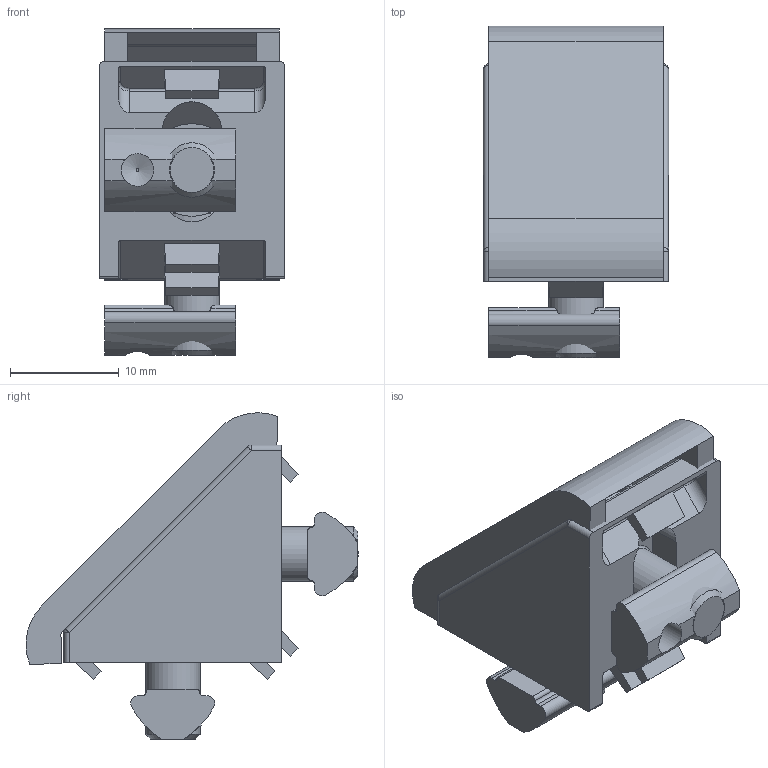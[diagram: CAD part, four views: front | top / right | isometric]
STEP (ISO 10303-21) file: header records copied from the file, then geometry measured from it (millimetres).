
FILE_DESCRIPTION(/* description */ (''),/* implementation_level */ '2;1');
FILE_NAME(/* name */ '1007699.stp',/* time_stamp */ '2024-05-07T12:05:07+02:00',/* author */ ('b.steehouwer'),/* organization */ (''),/* preprocessor_version */ 'ST-DEVELOPER v18.1',/* originating_system */ 'Autodesk Inventor 2021',/* authorisation */ '');
FILE_SCHEMA (('AUTOMOTIVE_DESIGN { 1 0 10303 214 3 1 1 }'));
Length unit declared in the file: millimetre
Products named in the file (9): 1007699; 1007699-1; 1007699-1_1; 1007699-2; 1007699-3; 1007699-4; 1007699-5; 1007699-2_1; 1007699-6
Assembly tree (8 placements, depth 3):
  1007699
    1007699-1
      1007699-1_1
      1007699-2
      1007699-3
      1007699-4
      1007699-5
    1007699-2_1
      1007699-6
Bounding box: 17 x 30.47 x 29.96 mm (x, y, z)
Volume: 4465.5 mm3; surface area: 5251.7 mm2
Topology: 6 solids, 6 shells, 315 faces, 810 edges, 508 vertices
Faces by surface type: plane 148, cylinder 125, torus 22, sphere 8, cone 8, bspline 4
Full cylindrical faces by diameter (mm): 2.5 x2, 3 x2, 4 x2, 5 x2, 8.5 x2
Entity records: 10155 total; most frequent: CARTESIAN_POINT 2008, DIRECTION 1730, ORIENTED_EDGE 1608, EDGE_CURVE 804, AXIS2_PLACEMENT_3D 628, VERTEX_POINT 508, LINE 474, VECTOR 474
